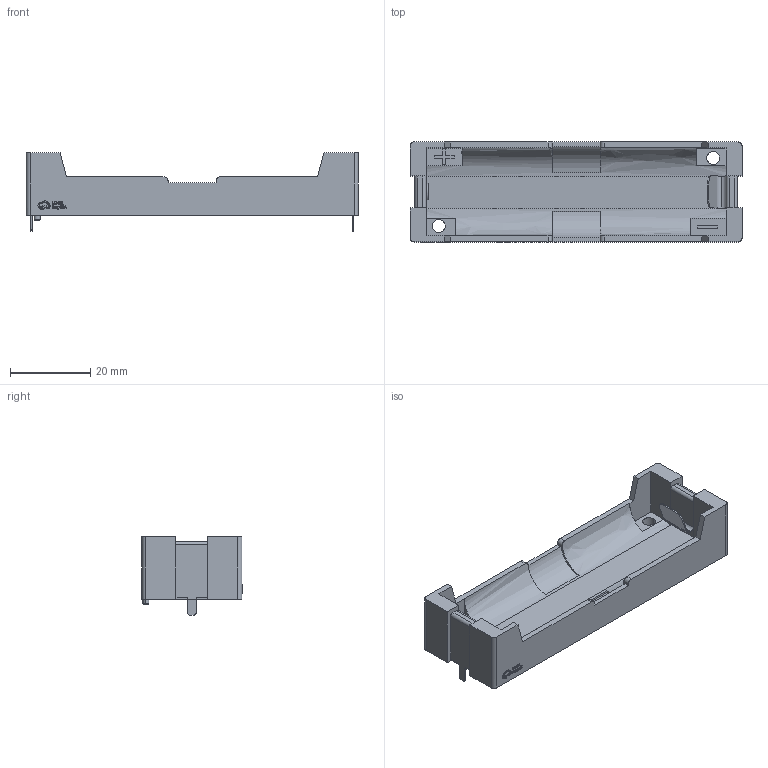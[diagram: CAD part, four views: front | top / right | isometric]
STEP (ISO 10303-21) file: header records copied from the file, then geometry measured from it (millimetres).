
FILE_DESCRIPTION(('Open CASCADE Model'),'2;1');
FILE_NAME('Open CASCADE Shape Model','2026-01-10T20:19:41',('Author'),( 'Open CASCADE'),'Open CASCADE STEP processor 7.9','Open CASCADE 7.9' ,'Unknown');
FILE_SCHEMA(('AUTOMOTIVE_DESIGN { 1 0 10303 214 1 1 1 1 }'));
Length unit declared in the file: millimetre
Products named in the file (1): COMPOUND
Bounding box: 83 x 25.01 x 19.6 mm (x, y, z)
Volume: 10518.3 mm3; surface area: 9231 mm2
Topology: 16 solids, 16 shells, 383 faces, 1031 edges, 684 vertices
Faces by surface type: bspline 383
Entity records: 14468 total; most frequent: CARTESIAN_POINT 5389, ORIENTED_EDGE 2062, EDGE_CURVE 1031, B_SPLINE_CURVE_WITH_KNOTS 933, VERTEX_POINT 684, FACE_BOUND 403, EDGE_LOOP 403, PRESENTATION_STYLE_ASSIGNMENT 399
